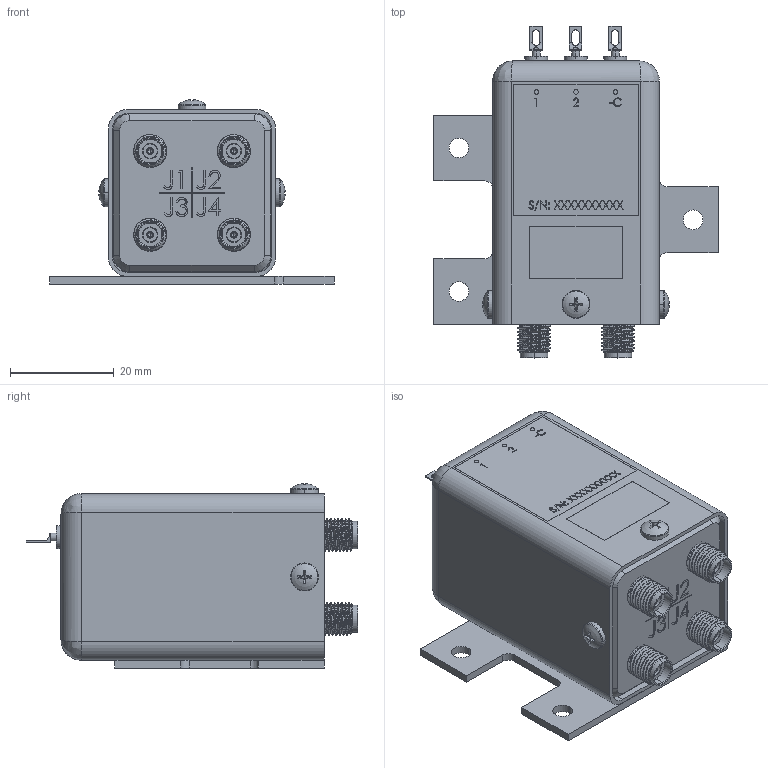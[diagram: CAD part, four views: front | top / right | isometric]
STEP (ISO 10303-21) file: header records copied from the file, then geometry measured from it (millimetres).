
FILE_DESCRIPTION (( 'STEP AP203' ), '1' );
FILE_NAME ('PE71S6483_3D.STEP', '2022-05-06T21:53:24', ( '' ), ( '' ), 'SwSTEP 2.0', 'SolidWorks 2021', '' );
FILE_SCHEMA (( 'CONFIG_CONTROL_DESIGN' ));
Length unit declared in the file: inch
Products named in the file (10): K22021001^K22-LDRA0S Rev.1(2)_PE71S6483; A12075Y04_-401^K22-LDRA0S Rev.1(2)_PE71S6483; R040691-e360_-03^K22-LDRA0S Rev.1(2)_PE71S6483; R040194-e360^K22-LDRA0S Rev.1(2)_PE71S6483; PE71S6483_3D; A12075Y05_-202^K22-LDRA0S Rev.1(2)_PE71S6483; R09003-3HOLE^K22-LDRA0S Rev.1(2)_PE71S6483; A12075Y05_-402^K22-LDRA0S Rev.1(2)_PE71S6483; K22-LDRA0S Rev.1(2)^PE71S6483; K16029002^K22-LDRA0S Rev.1(2)_PE71S6483
Assembly tree (17 placements, depth 3):
  PE71S6483_3D
    K22-LDRA0S Rev.1(2)^PE71S6483
      K22021001^K22-LDRA0S Rev.1(2)_PE71S6483
      K16029002^K22-LDRA0S Rev.1(2)_PE71S6483  x4
      R09003-3HOLE^K22-LDRA0S Rev.1(2)_PE71S6483
      R040691-e360_-03^K22-LDRA0S Rev.1(2)_PE71S6483  x3
      R040194-e360^K22-LDRA0S Rev.1(2)_PE71S6483
      A12075Y04_-401^K22-LDRA0S Rev.1(2)_PE71S6483  x3
      A12075Y05_-402^K22-LDRA0S Rev.1(2)_PE71S6483
      A12075Y05_-202^K22-LDRA0S Rev.1(2)_PE71S6483  x2
Bounding box: 54.86 x 64.03 x 35.56 mm (x, y, z)
Volume: 14488.3 mm3; surface area: 22984.2 mm2
Topology: 24 solids, 24 shells, 1078 faces, 2734 edges, 1778 vertices
Faces by surface type: plane 477, cylinder 324, bspline 152, cone 84, torus 38, sphere 3
Entity records: 29446 total; most frequent: CARTESIAN_POINT 13038, ORIENTED_EDGE 3328, DIRECTION 2729, EDGE_CURVE 1664, VERTEX_POINT 1093, LINE 1039, VECTOR 1039, AXIS2_PLACEMENT_3D 845
